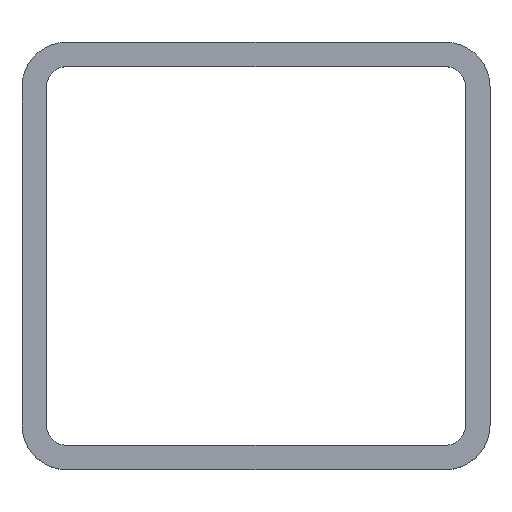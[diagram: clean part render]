
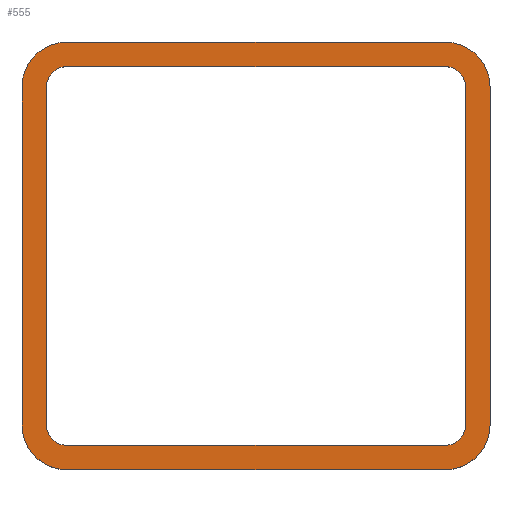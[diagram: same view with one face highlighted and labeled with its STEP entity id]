
A CAD part, top view. The second image highlights one B-rep face of the part: STEP entity #555.
In plain terms, the highlighted planar face has unit normal (0, 0, 1).
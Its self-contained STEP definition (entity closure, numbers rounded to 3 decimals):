
#24 = VERTEX_POINT('',#25);
#25 = CARTESIAN_POINT('',(-46.6,-52.6,6.));
#31 = EDGE_CURVE('',#24,#32,#34,.T.);
#32 = VERTEX_POINT('',#33);
#33 = CARTESIAN_POINT('',(46.6,-52.6,6.));
#34 = LINE('',#35,#36);
#35 = CARTESIAN_POINT('',(-46.6,-52.6,6.));
#36 = VECTOR('',#37,1.);
#37 = DIRECTION('',(1.,0.,0.));
#62 = EDGE_CURVE('',#32,#63,#65,.T.);
#63 = VERTEX_POINT('',#64);
#64 = CARTESIAN_POINT('',(57.6,-41.6,6.));
#65 = CIRCLE('',#66,11.);
#66 = AXIS2_PLACEMENT_3D('',#67,#68,#69);
#67 = CARTESIAN_POINT('',(46.6,-41.6,6.));
#68 = DIRECTION('',(0.,0.,1.));
#69 = DIRECTION('',(1.,0.,0.));
#95 = EDGE_CURVE('',#63,#96,#98,.T.);
#96 = VERTEX_POINT('',#97);
#97 = CARTESIAN_POINT('',(57.6,41.6,6.));
#98 = LINE('',#99,#100);
#99 = CARTESIAN_POINT('',(57.6,-41.6,6.));
#100 = VECTOR('',#101,1.);
#101 = DIRECTION('',(0.,1.,0.));
#126 = EDGE_CURVE('',#96,#127,#129,.T.);
#127 = VERTEX_POINT('',#128);
#128 = CARTESIAN_POINT('',(46.6,52.6,6.));
#129 = CIRCLE('',#130,11.);
#130 = AXIS2_PLACEMENT_3D('',#131,#132,#133);
#131 = CARTESIAN_POINT('',(46.6,41.6,6.));
#132 = DIRECTION('',(0.,0.,1.));
#133 = DIRECTION('',(1.,0.,0.));
#159 = EDGE_CURVE('',#127,#160,#162,.T.);
#160 = VERTEX_POINT('',#161);
#161 = CARTESIAN_POINT('',(-46.6,52.6,6.));
#162 = LINE('',#163,#164);
#163 = CARTESIAN_POINT('',(46.6,52.6,6.));
#164 = VECTOR('',#165,1.);
#165 = DIRECTION('',(-1.,0.,0.));
#190 = EDGE_CURVE('',#160,#191,#193,.T.);
#191 = VERTEX_POINT('',#192);
#192 = CARTESIAN_POINT('',(-57.6,41.6,6.));
#193 = CIRCLE('',#194,11.);
#194 = AXIS2_PLACEMENT_3D('',#195,#196,#197);
#195 = CARTESIAN_POINT('',(-46.6,41.6,6.));
#196 = DIRECTION('',(0.,0.,1.));
#197 = DIRECTION('',(1.,0.,0.));
#223 = EDGE_CURVE('',#191,#224,#226,.T.);
#224 = VERTEX_POINT('',#225);
#225 = CARTESIAN_POINT('',(-57.6,-41.6,6.));
#226 = LINE('',#227,#228);
#227 = CARTESIAN_POINT('',(-57.6,41.6,6.));
#228 = VECTOR('',#229,1.);
#229 = DIRECTION('',(0.,-1.,0.));
#254 = EDGE_CURVE('',#224,#24,#255,.T.);
#255 = CIRCLE('',#256,11.);
#256 = AXIS2_PLACEMENT_3D('',#257,#258,#259);
#257 = CARTESIAN_POINT('',(-46.6,-41.6,6.));
#258 = DIRECTION('',(0.,0.,1.));
#259 = DIRECTION('',(1.,0.,0.));
#280 = VERTEX_POINT('',#281);
#281 = CARTESIAN_POINT('',(-46.6,-46.6,6.));
#287 = EDGE_CURVE('',#280,#288,#290,.T.);
#288 = VERTEX_POINT('',#289);
#289 = CARTESIAN_POINT('',(46.6,-46.6,6.));
#290 = LINE('',#291,#292);
#291 = CARTESIAN_POINT('',(-46.6,-46.6,6.));
#292 = VECTOR('',#293,1.);
#293 = DIRECTION('',(1.,0.,0.));
#318 = EDGE_CURVE('',#288,#319,#321,.T.);
#319 = VERTEX_POINT('',#320);
#320 = CARTESIAN_POINT('',(51.6,-41.6,6.));
#321 = CIRCLE('',#322,5.);
#322 = AXIS2_PLACEMENT_3D('',#323,#324,#325);
#323 = CARTESIAN_POINT('',(46.6,-41.6,6.));
#324 = DIRECTION('',(0.,0.,1.));
#325 = DIRECTION('',(1.,0.,0.));
#351 = EDGE_CURVE('',#319,#352,#354,.T.);
#352 = VERTEX_POINT('',#353);
#353 = CARTESIAN_POINT('',(51.6,41.6,6.));
#354 = LINE('',#355,#356);
#355 = CARTESIAN_POINT('',(51.6,-41.6,6.));
#356 = VECTOR('',#357,1.);
#357 = DIRECTION('',(0.,1.,0.));
#382 = EDGE_CURVE('',#352,#383,#385,.T.);
#383 = VERTEX_POINT('',#384);
#384 = CARTESIAN_POINT('',(46.6,46.6,6.));
#385 = CIRCLE('',#386,5.);
#386 = AXIS2_PLACEMENT_3D('',#387,#388,#389);
#387 = CARTESIAN_POINT('',(46.6,41.6,6.));
#388 = DIRECTION('',(0.,0.,1.));
#389 = DIRECTION('',(1.,0.,0.));
#415 = EDGE_CURVE('',#383,#416,#418,.T.);
#416 = VERTEX_POINT('',#417);
#417 = CARTESIAN_POINT('',(-46.6,46.6,6.));
#418 = LINE('',#419,#420);
#419 = CARTESIAN_POINT('',(46.6,46.6,6.));
#420 = VECTOR('',#421,1.);
#421 = DIRECTION('',(-1.,0.,0.));
#446 = EDGE_CURVE('',#416,#447,#449,.T.);
#447 = VERTEX_POINT('',#448);
#448 = CARTESIAN_POINT('',(-51.6,41.6,6.));
#449 = CIRCLE('',#450,5.);
#450 = AXIS2_PLACEMENT_3D('',#451,#452,#453);
#451 = CARTESIAN_POINT('',(-46.6,41.6,6.));
#452 = DIRECTION('',(0.,0.,1.));
#453 = DIRECTION('',(1.,0.,0.));
#479 = EDGE_CURVE('',#447,#480,#482,.T.);
#480 = VERTEX_POINT('',#481);
#481 = CARTESIAN_POINT('',(-51.6,-41.6,6.));
#482 = LINE('',#483,#484);
#483 = CARTESIAN_POINT('',(-51.6,41.6,6.));
#484 = VECTOR('',#485,1.);
#485 = DIRECTION('',(0.,-1.,0.));
#510 = EDGE_CURVE('',#480,#280,#511,.T.);
#511 = CIRCLE('',#512,5.);
#512 = AXIS2_PLACEMENT_3D('',#513,#514,#515);
#513 = CARTESIAN_POINT('',(-46.6,-41.6,6.));
#514 = DIRECTION('',(0.,0.,1.));
#515 = DIRECTION('',(1.,0.,0.));
#555 = ADVANCED_FACE('',(#556,#566),#576,.T.);
#556 = FACE_BOUND('',#557,.T.);
#557 = EDGE_LOOP('',(#558,#559,#560,#561,#562,#563,#564,#565));
#558 = ORIENTED_EDGE('',*,*,#31,.T.);
#559 = ORIENTED_EDGE('',*,*,#62,.T.);
#560 = ORIENTED_EDGE('',*,*,#95,.T.);
#561 = ORIENTED_EDGE('',*,*,#126,.T.);
#562 = ORIENTED_EDGE('',*,*,#159,.T.);
#563 = ORIENTED_EDGE('',*,*,#190,.T.);
#564 = ORIENTED_EDGE('',*,*,#223,.T.);
#565 = ORIENTED_EDGE('',*,*,#254,.T.);
#566 = FACE_BOUND('',#567,.F.);
#567 = EDGE_LOOP('',(#568,#569,#570,#571,#572,#573,#574,#575));
#568 = ORIENTED_EDGE('',*,*,#287,.T.);
#569 = ORIENTED_EDGE('',*,*,#318,.T.);
#570 = ORIENTED_EDGE('',*,*,#351,.T.);
#571 = ORIENTED_EDGE('',*,*,#382,.T.);
#572 = ORIENTED_EDGE('',*,*,#415,.T.);
#573 = ORIENTED_EDGE('',*,*,#446,.T.);
#574 = ORIENTED_EDGE('',*,*,#479,.T.);
#575 = ORIENTED_EDGE('',*,*,#510,.T.);
#576 = PLANE('',#577);
#577 = AXIS2_PLACEMENT_3D('',#578,#579,#580);
#578 = CARTESIAN_POINT('',(0.,0.,6.));
#579 = DIRECTION('',(0.,0.,1.));
#580 = DIRECTION('',(1.,0.,0.));
